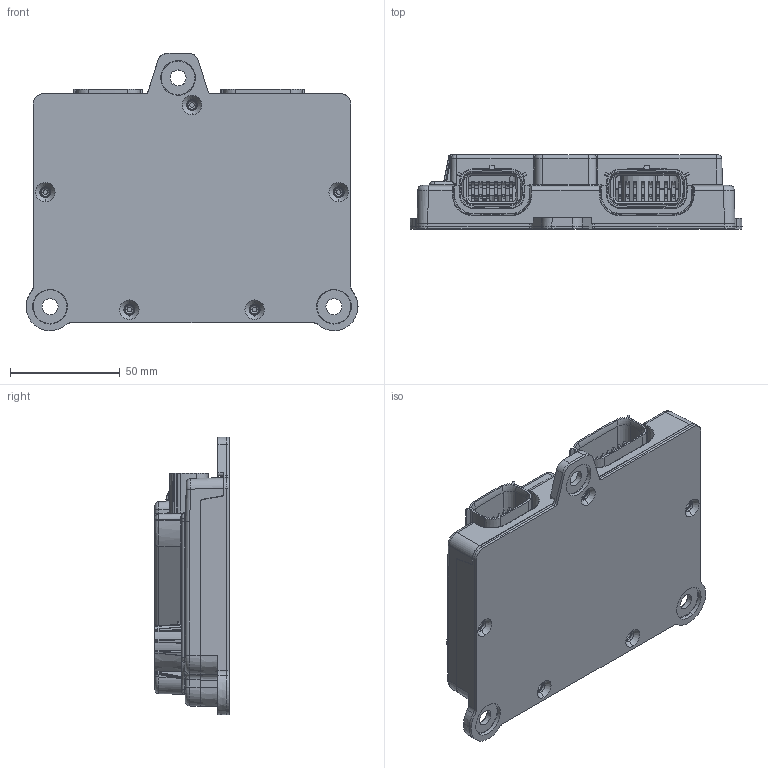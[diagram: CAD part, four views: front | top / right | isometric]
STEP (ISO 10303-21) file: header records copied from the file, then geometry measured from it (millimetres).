
FILE_DESCRIPTION((''),'2;1');
FILE_NAME('DEFAULT_REP_SW0001','2020-01-06T08:42:14',('seanmcdonnell'),(''),'CREO PARAMETRIC BY PTC INC, 2018190','CREO PARAMETRIC BY PTC INC, 2018190','');
FILE_SCHEMA(('AUTOMOTIVE_DESIGN { 1 0 10303 214 1 1 1 1 }'));
Products named in the file (1): DEFAULT_REP_SW0001
Bounding box: 151.5 x 33.81 x 126.64 mm (x, y, z)
Volume: 121174.3 mm3; surface area: 121613.7 mm2
Topology: 4 solids, 4 shells, 4124 faces, 10415 edges, 6311 vertices
Faces by surface type: plane 1953, cylinder 916, bspline 404, torus 394, cone 387, sphere 70
Entity records: 169869 total; most frequent: CARTESIAN_POINT 61772, ORIENTED_EDGE 20692, DIRECTION 18497, EDGE_CURVE 10346, VERTEX_POINT 6311, VECTOR 6213, LINE 6213, AXIS2_PLACEMENT_3D 6142
